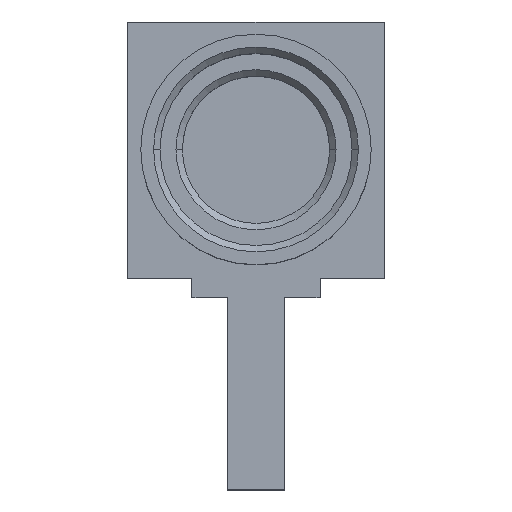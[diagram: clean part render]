
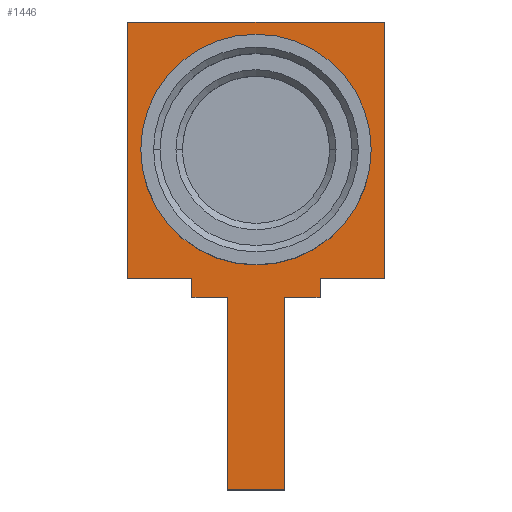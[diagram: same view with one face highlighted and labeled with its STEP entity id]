
A CAD part, top view. The second image highlights one B-rep face of the part: STEP entity #1446.
In plain terms, the highlighted planar face has unit normal (0, 0, 1).
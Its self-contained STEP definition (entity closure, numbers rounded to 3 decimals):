
#74 = CARTESIAN_POINT ( 'NONE',  ( 1.45, 0., -5.2 ) ) ;
#98 = DIRECTION ( 'NONE',  ( 1., 0., 0. ) ) ;
#99 = CARTESIAN_POINT ( 'NONE',  ( 0., -2.3, -5.2 ) ) ;
#137 = LINE ( 'NONE', #99, #164 ) ;
#157 = DIRECTION ( 'NONE',  ( 1., 0., 0. ) ) ;
#161 = LINE ( 'NONE', #201, #200 ) ;
#164 = VECTOR ( 'NONE', #98, 1000. ) ;
#165 = CARTESIAN_POINT ( 'NONE',  ( -0.45, -5.3, -5.2 ) ) ;
#188 = DIRECTION ( 'NONE',  ( 0., -1., 0. ) ) ;
#189 = VECTOR ( 'NONE', #188, 1000. ) ;
#190 = CARTESIAN_POINT ( 'NONE',  ( 2., -2., -5.2 ) ) ;
#194 = CARTESIAN_POINT ( 'NONE',  ( 2., -8.266, -5.2 ) ) ;
#195 = LINE ( 'NONE', #194, #189 ) ;
#199 = CARTESIAN_POINT ( 'NONE',  ( -1., -2.3, -5.2 ) ) ;
#200 = VECTOR ( 'NONE', #157, 1000. ) ;
#201 = CARTESIAN_POINT ( 'NONE',  ( 0., -2., -5.2 ) ) ;
#203 = DIRECTION ( 'NONE',  ( 0., -1., 0. ) ) ;
#204 = VECTOR ( 'NONE', #203, 1000. ) ;
#205 = CARTESIAN_POINT ( 'NONE',  ( -1., -8.266, -5.2 ) ) ;
#206 = LINE ( 'NONE', #205, #204 ) ;
#232 = DIRECTION ( 'NONE',  ( 0., -1., 0. ) ) ;
#233 = VECTOR ( 'NONE', #232, 1000. ) ;
#234 = CARTESIAN_POINT ( 'NONE',  ( 1., -8.266, -5.2 ) ) ;
#235 = CARTESIAN_POINT ( 'NONE',  ( 1., -2., -5.2 ) ) ;
#236 = DIRECTION ( 'NONE',  ( -1., 0., 0. ) ) ;
#237 = VECTOR ( 'NONE', #236, 1000. ) ;
#243 = LINE ( 'NONE', #234, #233 ) ;
#244 = CARTESIAN_POINT ( 'NONE',  ( 0.45, -2.3, -5.2 ) ) ;
#246 = CARTESIAN_POINT ( 'NONE',  ( 0., -2.3, -5.2 ) ) ;
#247 = LINE ( 'NONE', #246, #237 ) ;
#249 = CARTESIAN_POINT ( 'NONE',  ( 2., 2., -5.2 ) ) ;
#410 = VECTOR ( 'NONE', #413, 1000. ) ;
#413 = DIRECTION ( 'NONE',  ( -1., 0., 0. ) ) ;
#414 = CARTESIAN_POINT ( 'NONE',  ( 0., -2., -5.2 ) ) ;
#417 = CARTESIAN_POINT ( 'NONE',  ( 1., -2.3, -5.2 ) ) ;
#419 = LINE ( 'NONE', #414, #410 ) ;
#942 = DIRECTION ( 'NONE',  ( 0., -1., 0. ) ) ;
#943 = VECTOR ( 'NONE', #942, 1000. ) ;
#944 = CARTESIAN_POINT ( 'NONE',  ( -0.45, -8.266, -5.2 ) ) ;
#945 = LINE ( 'NONE', #944, #943 ) ;
#946 = VECTOR ( 'NONE', #1069, 1000. ) ;
#947 = CARTESIAN_POINT ( 'NONE',  ( 0., -5.3, -5.2 ) ) ;
#948 = LINE ( 'NONE', #947, #946 ) ;
#949 = DIRECTION ( 'NONE',  ( 1., 0., 0. ) ) ;
#950 = VECTOR ( 'NONE', #949, 1000. ) ;
#951 = CARTESIAN_POINT ( 'NONE',  ( 0., 2., -5.2 ) ) ;
#952 = CARTESIAN_POINT ( 'NONE',  ( -2., -2., -5.2 ) ) ;
#954 = DIRECTION ( 'NONE',  ( -1., 0., 0. ) ) ;
#955 = DIRECTION ( 'NONE',  ( 0., 0., -1. ) ) ;
#956 = CARTESIAN_POINT ( 'NONE',  ( 0., 1.45, -5.2 ) ) ;
#957 = LINE ( 'NONE', #951, #950 ) ;
#958 = CARTESIAN_POINT ( 'NONE',  ( 0.45, -5.3, -5.2 ) ) ;
#999 = DIRECTION ( 'NONE',  ( 0., -1., 0. ) ) ;
#1000 = VECTOR ( 'NONE', #999, 1000. ) ;
#1001 = CARTESIAN_POINT ( 'NONE',  ( -2., -8.266, -5.2 ) ) ;
#1002 = LINE ( 'NONE', #1001, #1000 ) ;
#1004 = PLANE ( 'NONE',  #1012 ) ;
#1005 = CARTESIAN_POINT ( 'NONE',  ( -1., -2., -5.2 ) ) ;
#1008 = FACE_BOUND ( 'NONE', #1483, .T. ) ;
#1012 = AXIS2_PLACEMENT_3D ( 'NONE', #956, #955, #954 ) ;
#1016 = CARTESIAN_POINT ( 'NONE',  ( -0.45, -2.3, -5.2 ) ) ;
#1030 = CARTESIAN_POINT ( 'NONE',  ( -2., 2., -5.2 ) ) ;
#1036 = FACE_OUTER_BOUND ( 'NONE', #1491, .T. ) ;
#1062 = DIRECTION ( 'NONE',  ( 0., -1., 0. ) ) ;
#1063 = VECTOR ( 'NONE', #1062, 1000. ) ;
#1064 = CARTESIAN_POINT ( 'NONE',  ( 0.45, -8.266, -5.2 ) ) ;
#1065 = LINE ( 'NONE', #1064, #1063 ) ;
#1069 = DIRECTION ( 'NONE',  ( -1., 0., 0. ) ) ;
#1227 = VERTEX_POINT ( 'NONE', #2125 ) ;
#1242 = EDGE_CURVE ( 'NONE', #1512, #1227, #2263, .T. ) ;
#1246 = EDGE_CURVE ( 'NONE', #1227, #1512, #2106, .T. ) ;
#1438 = VERTEX_POINT ( 'NONE', #1030 ) ;
#1439 = VERTEX_POINT ( 'NONE', #1016 ) ;
#1440 = ORIENTED_EDGE ( 'NONE', *, *, #1449, .F. ) ;
#1441 = EDGE_CURVE ( 'NONE', #1438, #1450, #1002, .T. ) ;
#1445 = ORIENTED_EDGE ( 'NONE', *, *, #1246, .F. ) ;
#1446 = ADVANCED_FACE ( 'NONE', ( #1008, #1036 ), #1004, .F. ) ;
#1447 = VERTEX_POINT ( 'NONE', #1005 ) ;
#1448 = ORIENTED_EDGE ( 'NONE', *, *, #1441, .T. ) ;
#1449 = EDGE_CURVE ( 'NONE', #1438, #1598, #957, .T. ) ;
#1450 = VERTEX_POINT ( 'NONE', #952 ) ;
#1451 = ORIENTED_EDGE ( 'NONE', *, *, #1470, .T. ) ;
#1452 = EDGE_CURVE ( 'NONE', #1439, #1473, #945, .T. ) ;
#1453 = ORIENTED_EDGE ( 'NONE', *, *, #1600, .F. ) ;
#1454 = ORIENTED_EDGE ( 'NONE', *, *, #1452, .T. ) ;
#1455 = EDGE_CURVE ( 'NONE', #1456, #1473, #948, .T. ) ;
#1456 = VERTEX_POINT ( 'NONE', #958 ) ;
#1458 = EDGE_CURVE ( 'NONE', #1599, #1456, #1065, .T. ) ;
#1459 = ORIENTED_EDGE ( 'NONE', *, *, #1601, .F. ) ;
#1467 = ORIENTED_EDGE ( 'NONE', *, *, #1486, .F. ) ;
#1468 = EDGE_CURVE ( 'NONE', #1447, #1472, #206, .T. ) ;
#1469 = ORIENTED_EDGE ( 'NONE', *, *, #1455, .F. ) ;
#1470 = EDGE_CURVE ( 'NONE', #1472, #1439, #137, .T. ) ;
#1471 = ORIENTED_EDGE ( 'NONE', *, *, #1458, .F. ) ;
#1472 = VERTEX_POINT ( 'NONE', #199 ) ;
#1473 = VERTEX_POINT ( 'NONE', #165 ) ;
#1474 = ORIENTED_EDGE ( 'NONE', *, *, #1468, .T. ) ;
#1475 = ORIENTED_EDGE ( 'NONE', *, *, #1476, .T. ) ;
#1476 = EDGE_CURVE ( 'NONE', #1450, #1447, #161, .T. ) ;
#1483 = EDGE_LOOP ( 'NONE', ( #1595, #1445 ) ) ;
#1486 = EDGE_CURVE ( 'NONE', #1598, #1490, #195, .T. ) ;
#1490 = VERTEX_POINT ( 'NONE', #190 ) ;
#1491 = EDGE_LOOP ( 'NONE', ( #1467, #1440, #1448, #1475, #1474, #1451, #1454, #1469, #1471, #1453, #1459, #1588 ) ) ;
#1512 = VERTEX_POINT ( 'NONE', #74 ) ;
#1586 = EDGE_CURVE ( 'NONE', #1490, #1602, #419, .T. ) ;
#1588 = ORIENTED_EDGE ( 'NONE', *, *, #1586, .F. ) ;
#1595 = ORIENTED_EDGE ( 'NONE', *, *, #1242, .F. ) ;
#1598 = VERTEX_POINT ( 'NONE', #249 ) ;
#1599 = VERTEX_POINT ( 'NONE', #244 ) ;
#1600 = EDGE_CURVE ( 'NONE', #1604, #1599, #247, .T. ) ;
#1601 = EDGE_CURVE ( 'NONE', #1602, #1604, #243, .T. ) ;
#1602 = VERTEX_POINT ( 'NONE', #235 ) ;
#1604 = VERTEX_POINT ( 'NONE', #417 ) ;
#2096 = DIRECTION ( 'NONE',  ( 1., 0., 0. ) ) ;
#2097 = DIRECTION ( 'NONE',  ( 0., 0., 1. ) ) ;
#2103 = DIRECTION ( 'NONE',  ( 1., 0., 0. ) ) ;
#2104 = DIRECTION ( 'NONE',  ( 0., 0., 1. ) ) ;
#2105 = AXIS2_PLACEMENT_3D ( 'NONE', #2110, #2104, #2103 ) ;
#2106 = CIRCLE ( 'NONE', #2195, 1.45 ) ;
#2107 = CARTESIAN_POINT ( 'NONE',  ( 0., 0., -5.2 ) ) ;
#2110 = CARTESIAN_POINT ( 'NONE',  ( 0., 0., -5.2 ) ) ;
#2125 = CARTESIAN_POINT ( 'NONE',  ( -1.45, 0., -5.2 ) ) ;
#2195 = AXIS2_PLACEMENT_3D ( 'NONE', #2107, #2097, #2096 ) ;
#2263 = CIRCLE ( 'NONE', #2105, 1.45 ) ;
